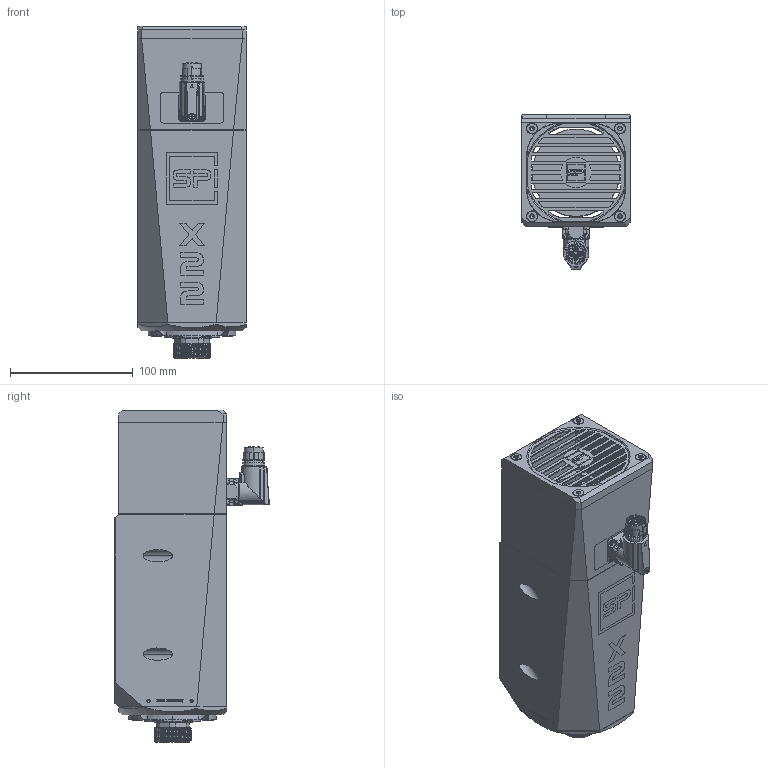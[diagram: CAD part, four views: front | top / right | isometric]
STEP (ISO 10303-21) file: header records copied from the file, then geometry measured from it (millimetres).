
FILE_DESCRIPTION (( 'STEP AP214' ), '1' );
FILE_NAME ('X22 Master Kunden-CAD.STEP', '2024-08-15T14:59:34', ( '' ), ( '' ), 'SwSTEP 2.0', 'SolidWorks 2020', '' );
FILE_SCHEMA (( 'AUTOMOTIVE_DESIGN' ));
Length unit declared in the file: millimetre
Products named in the file (19): B00001_B00001; B00020_B00020; C00117; C00001_C00001; B00024_Laserung; B00069_B00069; X22 Master Kunden-CAD; B00017_B00017; C00707; B00025_B00025; B00021_B00021; C00097; C00056_C00009; Teil1^X22 Master Kunden-CAD; C00098; B00018_B00018; C00113; B00011_B00011; C00053_C00019
Assembly tree (42 placements, depth 2):
  X22 Master Kunden-CAD
    B00001_B00001
    C00117  x4
    C00098  x8
    B00011_B00011
    B00020_B00020
    B00069_B00069
    B00021_B00021
    B00025_B00025
    C00056_C00009
    C00053_C00019  x4
    C00707  x4
    B00024_Laserung
    C00097  x6
    C00113  x4
    B00018_B00018
    B00017_B00017
    C00001_C00001
    Teil1^X22 Master Kunden-CAD
Bounding box: 88 x 125.5 x 270.07 mm (x, y, z)
Volume: 1239440.9 mm3; surface area: 293873.2 mm2
Topology: 42 solids, 46 shells, 5166 faces, 13744 edges, 8936 vertices
Faces by surface type: plane 2159, bspline 1269, cylinder 1188, cone 461, torus 89
Entity records: 235759 total; most frequent: CARTESIAN_POINT 99544, ORIENTED_EDGE 23677, DIRECTION 16970, EDGE_CURVE 11902, VERTEX_POINT 7862, LINE 7212, VECTOR 7212, EDGE_LOOP 5001
